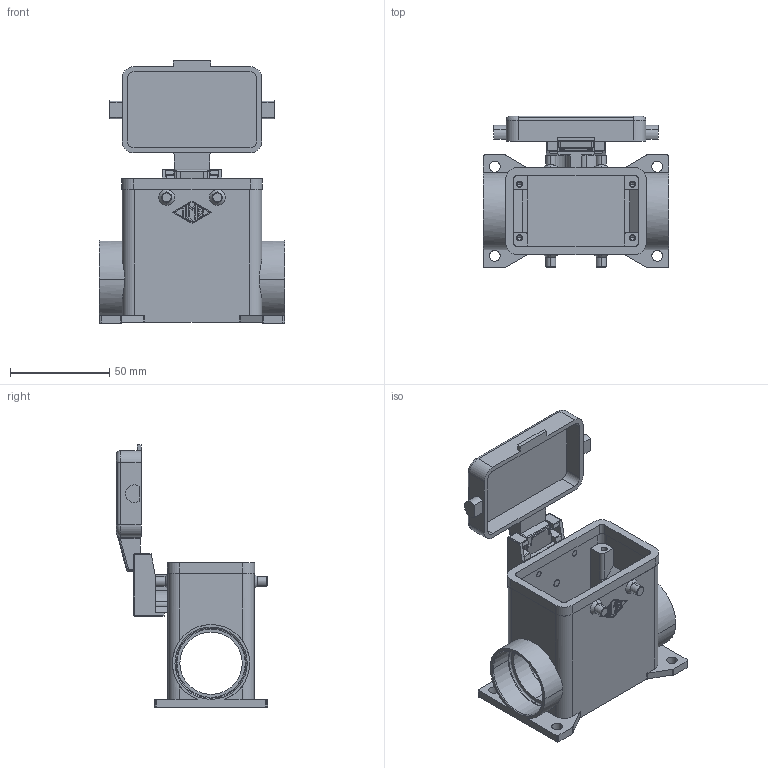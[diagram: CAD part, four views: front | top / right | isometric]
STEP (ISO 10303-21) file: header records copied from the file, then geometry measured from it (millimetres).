
FILE_DESCRIPTION((''),'2;1');
FILE_NAME('CMAP 03CS229.stp','2006-12-21T14:17:56',('CADmaster'),(''),'Autodesk Inventor 7','Autodesk Inventor 7','');
FILE_SCHEMA(('AUTOMOTIVE_DESIGN { 1 0 10303 214 1 1 1 1 }'));
Length unit declared in the file: millimetre
Products named in the file (1): CMAP 03CS229
Bounding box: 93.5 x 76.25 x 132.5 mm (x, y, z)
Volume: 102049.5 mm3; surface area: 59745.2 mm2
Topology: 2 solids, 3 shells, 478 faces, 1271 edges, 816 vertices
Faces by surface type: cylinder 179, plane 179, bspline 92, torus 16, cone 10, sphere 2
Entity records: 16221 total; most frequent: CARTESIAN_POINT 4208, ORIENTED_EDGE 2534, DIRECTION 2525, EDGE_CURVE 1267, AXIS2_PLACEMENT_3D 891, VERTEX_POINT 816, VECTOR 743, LINE 743
